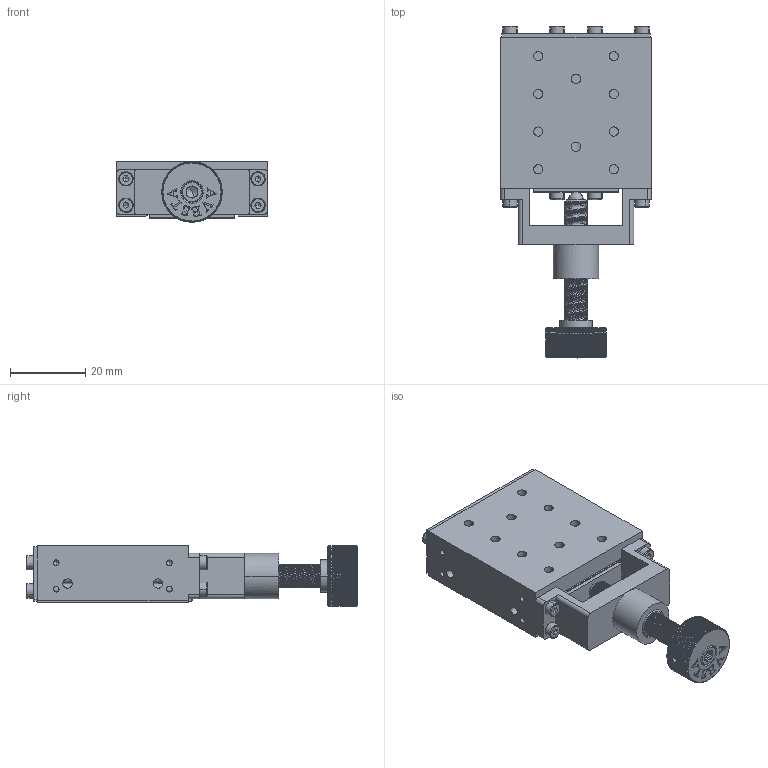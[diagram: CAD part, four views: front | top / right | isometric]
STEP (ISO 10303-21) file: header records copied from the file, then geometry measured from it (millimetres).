
FILE_DESCRIPTION(/* description */ (''),/* implementation_level */ '2;1');
FILE_NAME(/* name */ '02_TS3-B',/* time_stamp */ '2025-11-18T15:07:34+03:00',/* author */ (''),/* organization */ (''),/* preprocessor_version */ 'ST-DEVELOPER v16.5',/* originating_system */ 'Rhino 7.34',/* authorisation */ '');
FILE_SCHEMA (('AUTOMOTIVE_DESIGN'));
Length unit declared in the file: millimetre
Products named in the file (1): Document
Bounding box: 40 x 88 x 16 mm (x, y, z)
Volume: 25855.4 mm3; surface area: 18926.9 mm2
Topology: 6 solids, 6 shells, 1286 faces, 3655 edges, 2345 vertices
Faces by surface type: plane 707, cylinder 369, bspline 210
Entity records: 60313 total; most frequent: CARTESIAN_POINT 37556, ORIENTED_EDGE 7248, EDGE_CURVE 3624, VERTEX_POINT 2345, B_SPLINE_CURVE_WITH_KNOTS 2119, EDGE_LOOP 1390, ADVANCED_FACE 1284, FACE_OUTER_BOUND 1284
